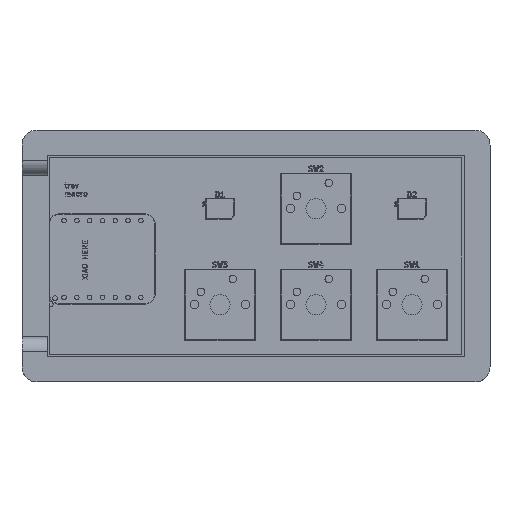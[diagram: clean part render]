
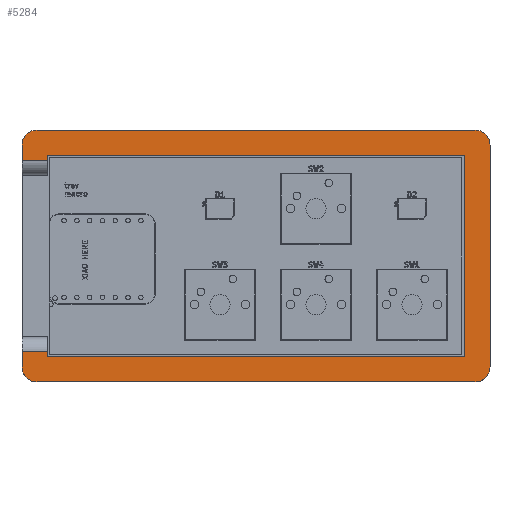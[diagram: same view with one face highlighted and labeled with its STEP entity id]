
A CAD part, top view. The second image highlights one B-rep face of the part: STEP entity #5284.
In plain terms, the highlighted planar face has unit normal (0, 0, 1).
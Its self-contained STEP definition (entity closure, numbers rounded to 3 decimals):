
#299=PLANE('',#5444);
#371=FACE_OUTER_BOUND('',#478,.T.);
#478=EDGE_LOOP('',(#4158,#4159,#4160,#4161,#4162,#4163,#4164,#4165,#4166,
#4167,#4168,#4169,#4170,#4171,#4172,#4173));
#663=LINE('',#7294,#1332);
#670=LINE('',#7323,#1339);
#674=LINE('',#7334,#1343);
#676=LINE('',#7340,#1345);
#677=LINE('',#7343,#1346);
#678=LINE('',#7345,#1347);
#679=LINE('',#7347,#1348);
#680=LINE('',#7349,#1349);
#681=LINE('',#7351,#1350);
#682=LINE('',#7352,#1351);
#683=LINE('',#7356,#1352);
#684=LINE('',#7359,#1353);
#1332=VECTOR('',#5837,10.);
#1339=VECTOR('',#5868,10.);
#1343=VECTOR('',#5876,10.);
#1345=VECTOR('',#5882,10.);
#1346=VECTOR('',#5885,10.);
#1347=VECTOR('',#5886,10.);
#1348=VECTOR('',#5887,10.);
#1349=VECTOR('',#5888,10.);
#1350=VECTOR('',#5889,10.);
#1351=VECTOR('',#5890,10.);
#1352=VECTOR('',#5893,10.);
#1353=VECTOR('',#5896,10.);
#1997=CIRCLE('',#5421,3.);
#2004=CIRCLE('',#5435,3.);
#2010=CIRCLE('',#5445,3.);
#2011=CIRCLE('',#5446,3.);
#2274=VERTEX_POINT('',#7275);
#2275=VERTEX_POINT('',#7276);
#2281=VERTEX_POINT('',#7292);
#2288=VERTEX_POINT('',#7312);
#2290=VERTEX_POINT('',#7320);
#2291=VERTEX_POINT('',#7322);
#2296=VERTEX_POINT('',#7332);
#2298=VERTEX_POINT('',#7338);
#2299=VERTEX_POINT('',#7342);
#2300=VERTEX_POINT('',#7344);
#2301=VERTEX_POINT('',#7346);
#2302=VERTEX_POINT('',#7348);
#2303=VERTEX_POINT('',#7350);
#2304=VERTEX_POINT('',#7353);
#2305=VERTEX_POINT('',#7355);
#2306=VERTEX_POINT('',#7357);
#3163=EDGE_CURVE('',#2274,#2275,#1997,.T.);
#3172=EDGE_CURVE('',#2274,#2281,#663,.T.);
#3181=EDGE_CURVE('',#2288,#2281,#2004,.T.);
#3186=EDGE_CURVE('',#2291,#2290,#670,.T.);
#3192=EDGE_CURVE('',#2288,#2296,#674,.T.);
#3195=EDGE_CURVE('',#2298,#2296,#676,.T.);
#3196=EDGE_CURVE('',#2298,#2299,#677,.T.);
#3197=EDGE_CURVE('',#2299,#2300,#678,.T.);
#3198=EDGE_CURVE('',#2300,#2301,#679,.T.);
#3199=EDGE_CURVE('',#2301,#2302,#680,.T.);
#3200=EDGE_CURVE('',#2302,#2303,#681,.T.);
#3201=EDGE_CURVE('',#2291,#2303,#682,.T.);
#3202=EDGE_CURVE('',#2304,#2290,#2010,.T.);
#3203=EDGE_CURVE('',#2304,#2305,#683,.T.);
#3204=EDGE_CURVE('',#2306,#2305,#2011,.T.);
#3205=EDGE_CURVE('',#2306,#2275,#684,.T.);
#4158=ORIENTED_EDGE('',*,*,#3163,.F.);
#4159=ORIENTED_EDGE('',*,*,#3172,.T.);
#4160=ORIENTED_EDGE('',*,*,#3181,.F.);
#4161=ORIENTED_EDGE('',*,*,#3192,.T.);
#4162=ORIENTED_EDGE('',*,*,#3195,.F.);
#4163=ORIENTED_EDGE('',*,*,#3196,.T.);
#4164=ORIENTED_EDGE('',*,*,#3197,.T.);
#4165=ORIENTED_EDGE('',*,*,#3198,.T.);
#4166=ORIENTED_EDGE('',*,*,#3199,.T.);
#4167=ORIENTED_EDGE('',*,*,#3200,.T.);
#4168=ORIENTED_EDGE('',*,*,#3201,.F.);
#4169=ORIENTED_EDGE('',*,*,#3186,.T.);
#4170=ORIENTED_EDGE('',*,*,#3202,.F.);
#4171=ORIENTED_EDGE('',*,*,#3203,.T.);
#4172=ORIENTED_EDGE('',*,*,#3204,.F.);
#4173=ORIENTED_EDGE('',*,*,#3205,.T.);
#5284=ADVANCED_FACE('',(#371),#299,.T.);
#5421=AXIS2_PLACEMENT_3D('',#7277,#5819,#5820);
#5435=AXIS2_PLACEMENT_3D('',#7313,#5856,#5857);
#5444=AXIS2_PLACEMENT_3D('',#7341,#5883,#5884);
#5445=AXIS2_PLACEMENT_3D('',#7354,#5891,#5892);
#5446=AXIS2_PLACEMENT_3D('',#7358,#5894,#5895);
#5819=DIRECTION('center_axis',(0.,0.,-1.));
#5820=DIRECTION('ref_axis',(0.707,0.707,0.));
#5837=DIRECTION('',(-1.,0.,0.));
#5856=DIRECTION('center_axis',(0.,0.,-1.));
#5857=DIRECTION('ref_axis',(-0.707,0.707,0.));
#5868=DIRECTION('',(0.,-1.,0.));
#5876=DIRECTION('',(0.,-1.,0.));
#5882=DIRECTION('',(-1.,0.,0.));
#5883=DIRECTION('center_axis',(0.,0.,1.));
#5884=DIRECTION('ref_axis',(1.,0.,0.));
#5885=DIRECTION('',(0.,1.,0.));
#5886=DIRECTION('',(1.,0.,0.));
#5887=DIRECTION('',(0.,-1.,0.));
#5888=DIRECTION('',(-1.,0.,0.));
#5889=DIRECTION('',(0.,1.,0.));
#5890=DIRECTION('',(1.,0.,0.));
#5891=DIRECTION('center_axis',(0.,0.,-1.));
#5892=DIRECTION('ref_axis',(-0.707,-0.707,0.));
#5893=DIRECTION('',(1.,0.,0.));
#5894=DIRECTION('center_axis',(0.,0.,-1.));
#5895=DIRECTION('ref_axis',(0.707,-0.707,0.));
#5896=DIRECTION('',(0.,1.,0.));
#7275=CARTESIAN_POINT('',(44.9,25.,5.));
#7276=CARTESIAN_POINT('',(47.9,22.,5.));
#7277=CARTESIAN_POINT('Origin',(44.9,22.,5.));
#7292=CARTESIAN_POINT('',(-42.,25.,5.));
#7294=CARTESIAN_POINT('',(-45.,25.,5.));
#7312=CARTESIAN_POINT('',(-45.,22.,5.));
#7313=CARTESIAN_POINT('Origin',(-42.,22.,5.));
#7320=CARTESIAN_POINT('',(-45.,-22.,5.));
#7322=CARTESIAN_POINT('',(-45.,-19.,5.));
#7323=CARTESIAN_POINT('',(-45.,-25.,5.));
#7332=CARTESIAN_POINT('',(-45.,19.,5.));
#7334=CARTESIAN_POINT('',(-45.,-25.,5.));
#7338=CARTESIAN_POINT('',(-40.,19.,5.));
#7340=CARTESIAN_POINT('',(-19.275,19.,5.));
#7341=CARTESIAN_POINT('Origin',(1.45,0.,5.));
#7342=CARTESIAN_POINT('',(-40.,20.,5.));
#7343=CARTESIAN_POINT('',(-40.,-20.,5.));
#7344=CARTESIAN_POINT('',(42.9,20.,5.));
#7345=CARTESIAN_POINT('',(-40.,20.,5.));
#7346=CARTESIAN_POINT('',(42.9,-20.,5.));
#7347=CARTESIAN_POINT('',(42.9,20.,5.));
#7348=CARTESIAN_POINT('',(-40.,-20.,5.));
#7349=CARTESIAN_POINT('',(42.9,-20.,5.));
#7350=CARTESIAN_POINT('',(-40.,-19.,5.));
#7351=CARTESIAN_POINT('',(-40.,-20.,5.));
#7352=CARTESIAN_POINT('',(-21.775,-19.,5.));
#7353=CARTESIAN_POINT('',(-42.,-25.,5.));
#7354=CARTESIAN_POINT('Origin',(-42.,-22.,5.));
#7355=CARTESIAN_POINT('',(44.9,-25.,5.));
#7356=CARTESIAN_POINT('',(47.9,-25.,5.));
#7357=CARTESIAN_POINT('',(47.9,-22.,5.));
#7358=CARTESIAN_POINT('Origin',(44.9,-22.,5.));
#7359=CARTESIAN_POINT('',(47.9,25.,5.));
